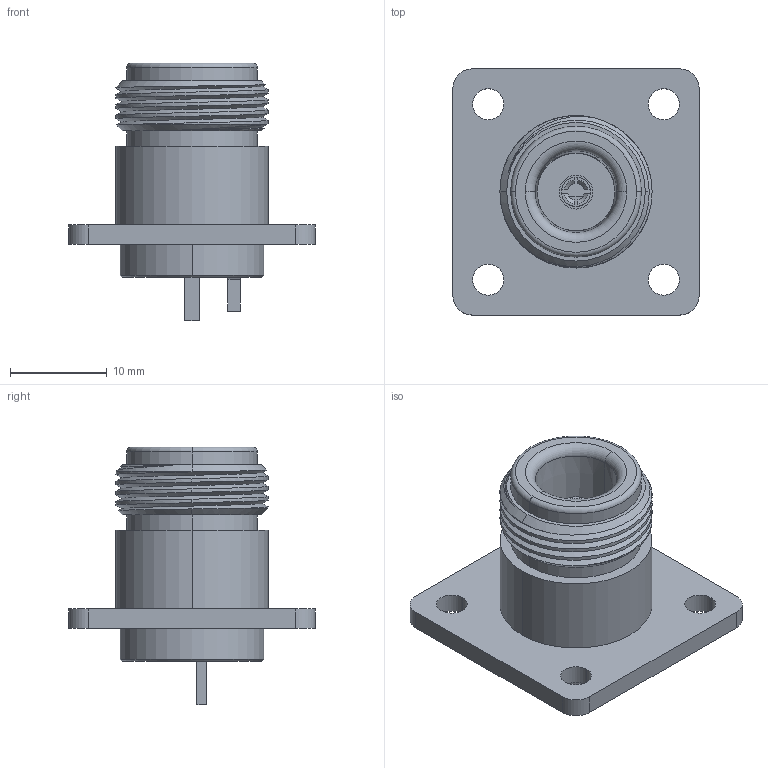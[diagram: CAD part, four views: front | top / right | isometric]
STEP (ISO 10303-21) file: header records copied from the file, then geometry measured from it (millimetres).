
FILE_DESCRIPTION (( 'STEP AP203' ), '1' );
FILE_NAME ('25-371-1-B3 .STEP', '2019-08-29T07:23:59', ( 'So''doherty' ), ( 'Hewlett-Packard Company' ), 'SwSTEP 2.0', 'SolidWorks 2016', '' );
FILE_SCHEMA (( 'CONFIG_CONTROL_DESIGN' ));
Length unit declared in the file: millimetre
Products named in the file (1): 25-371-1-B3 
Bounding box: 25.4 x 25.4 x 26.6 mm (x, y, z)
Surface area: 2961.8 mm2 (no closed solid volume)
Topology: 0 solids, 9 shells, 83 faces, 224 edges, 155 vertices
Faces by surface type: cylinder 35, plane 30, cone 12, torus 4, bspline 2
Entity records: 3389 total; most frequent: CARTESIAN_POINT 1232, DIRECTION 446, ORIENTED_EDGE 402, EDGE_CURVE 224, AXIS2_PLACEMENT_3D 175, VERTEX_POINT 155, EDGE_LOOP 100, VECTOR 96
